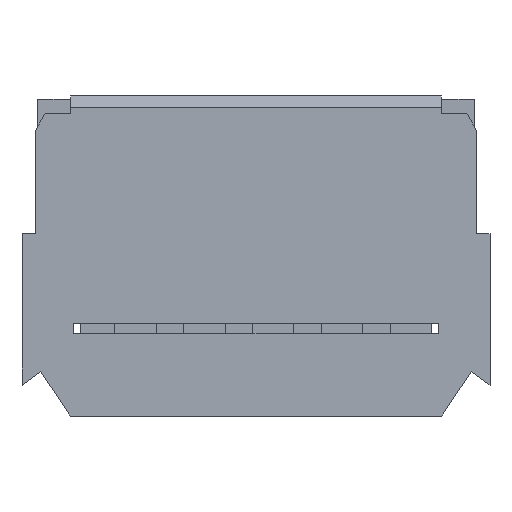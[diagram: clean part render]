
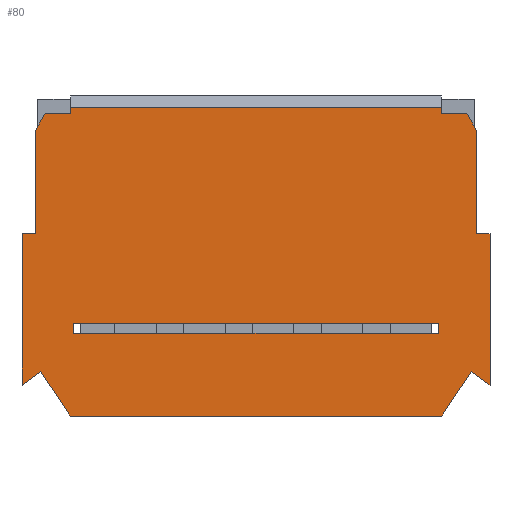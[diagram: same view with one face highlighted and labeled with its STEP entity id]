
A CAD part, front view. The second image highlights one B-rep face of the part: STEP entity #80.
In plain terms, the highlighted planar face has unit normal (0, -1, 0).
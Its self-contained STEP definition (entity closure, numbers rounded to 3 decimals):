
#80=ADVANCED_FACE('',(#445,#446),#447,.T.);
#445=FACE_OUTER_BOUND('',#1109,.T.);
#446=FACE_BOUND('',#1110,.T.);
#447=PLANE('',#1111);
#1109=EDGE_LOOP('',(#2075,#2076,#2077,#2078,#2079,#2080,#2081,#2082,#2083,#2084,#2085,#2086,#2087,#2088,#2089,#2090,#2091,#2092));
#1110=EDGE_LOOP('',(#2093,#2094,#2095,#2096));
#1111=AXIS2_PLACEMENT_3D('',#2097,#2098,#2099);
#2075=ORIENTED_EDGE('',*,*,#4562,.T.);
#2076=ORIENTED_EDGE('',*,*,#4563,.T.);
#2077=ORIENTED_EDGE('',*,*,#4564,.T.);
#2078=ORIENTED_EDGE('',*,*,#4565,.T.);
#2079=ORIENTED_EDGE('',*,*,#4566,.F.);
#2080=ORIENTED_EDGE('',*,*,#4567,.F.);
#2081=ORIENTED_EDGE('',*,*,#4568,.T.);
#2082=ORIENTED_EDGE('',*,*,#4569,.T.);
#2083=ORIENTED_EDGE('',*,*,#4570,.T.);
#2084=ORIENTED_EDGE('',*,*,#4571,.T.);
#2085=ORIENTED_EDGE('',*,*,#4572,.F.);
#2086=ORIENTED_EDGE('',*,*,#4361,.T.);
#2087=ORIENTED_EDGE('',*,*,#4373,.F.);
#2088=ORIENTED_EDGE('',*,*,#4573,.F.);
#2089=ORIENTED_EDGE('',*,*,#4471,.F.);
#2090=ORIENTED_EDGE('',*,*,#4467,.F.);
#2091=ORIENTED_EDGE('',*,*,#4463,.F.);
#2092=ORIENTED_EDGE('',*,*,#4461,.T.);
#2093=ORIENTED_EDGE('',*,*,#4574,.F.);
#2094=ORIENTED_EDGE('',*,*,#4522,.F.);
#2095=ORIENTED_EDGE('',*,*,#4575,.F.);
#2096=ORIENTED_EDGE('',*,*,#4576,.T.);
#2097=CARTESIAN_POINT('',(-8.636,-3.048,-0.44));
#2098=DIRECTION('',(0.0,-1.0,0.0));
#2099=DIRECTION('',(0.0,0.0,-1.0));
#4361=EDGE_CURVE('',#5239,#5240,#5241,.T.);
#4373=EDGE_CURVE('',#5260,#5240,#5263,.T.);
#4461=EDGE_CURVE('',#5410,#5408,#5411,.T.);
#4463=EDGE_CURVE('',#5410,#5413,#5414,.T.);
#4467=EDGE_CURVE('',#5413,#5419,#5420,.T.);
#4471=EDGE_CURVE('',#5419,#5425,#5426,.T.);
#4522=EDGE_CURVE('',#5522,#5517,#5524,.T.);
#4562=EDGE_CURVE('',#5408,#5602,#5603,.T.);
#4563=EDGE_CURVE('',#5602,#5604,#5605,.T.);
#4564=EDGE_CURVE('',#5604,#5606,#5607,.T.);
#4565=EDGE_CURVE('',#5606,#5608,#5609,.T.);
#4566=EDGE_CURVE('',#5610,#5608,#5611,.T.);
#4567=EDGE_CURVE('',#5612,#5610,#5613,.T.);
#4568=EDGE_CURVE('',#5612,#5614,#5615,.T.);
#4569=EDGE_CURVE('',#5614,#5616,#5617,.T.);
#4570=EDGE_CURVE('',#5616,#5618,#5619,.T.);
#4571=EDGE_CURVE('',#5618,#5620,#5621,.T.);
#4572=EDGE_CURVE('',#5239,#5620,#5622,.T.);
#4573=EDGE_CURVE('',#5425,#5260,#5623,.T.);
#4574=EDGE_CURVE('',#5517,#5624,#5625,.T.);
#4575=EDGE_CURVE('',#5626,#5522,#5627,.T.);
#4576=EDGE_CURVE('',#5626,#5624,#5628,.T.);
#5239=VERTEX_POINT('',#6699);
#5240=VERTEX_POINT('',#6700);
#5241=LINE('',#6701,#6702);
#5260=VERTEX_POINT('',#6731);
#5263=LINE('',#6735,#6736);
#5408=VERTEX_POINT('',#6967);
#5410=VERTEX_POINT('',#6970);
#5411=LINE('',#6971,#6972);
#5413=VERTEX_POINT('',#6975);
#5414=LINE('',#6976,#6977);
#5419=VERTEX_POINT('',#6985);
#5420=LINE('',#6986,#6987);
#5425=VERTEX_POINT('',#6995);
#5426=LINE('',#6996,#6997);
#5517=VERTEX_POINT('',#7135);
#5522=VERTEX_POINT('',#7142);
#5524=LINE('',#7145,#7146);
#5602=VERTEX_POINT('',#7263);
#5603=LINE('',#7264,#7265);
#5604=VERTEX_POINT('',#7266);
#5605=LINE('',#7267,#7268);
#5606=VERTEX_POINT('',#7269);
#5607=LINE('',#7270,#7271);
#5608=VERTEX_POINT('',#7272);
#5609=LINE('',#7273,#7274);
#5610=VERTEX_POINT('',#7275);
#5611=LINE('',#7276,#7277);
#5612=VERTEX_POINT('',#7278);
#5613=LINE('',#7279,#7280);
#5614=VERTEX_POINT('',#7281);
#5615=LINE('',#7282,#7283);
#5616=VERTEX_POINT('',#7284);
#5617=LINE('',#7285,#7286);
#5618=VERTEX_POINT('',#7287);
#5619=LINE('',#7288,#7289);
#5620=VERTEX_POINT('',#7290);
#5621=LINE('',#7291,#7292);
#5622=LINE('',#7293,#7294);
#5623=LINE('',#7295,#7296);
#5624=VERTEX_POINT('',#7297);
#5625=LINE('',#7298,#7299);
#5626=VERTEX_POINT('',#7300);
#5627=LINE('',#7301,#7302);
#5628=LINE('',#7303,#7304);
#6699=CARTESIAN_POINT('',(-8.636,-3.048,-5.08));
#6700=CARTESIAN_POINT('',(-8.636,-3.048,-10.668));
#6701=CARTESIAN_POINT('',(-8.636,-3.048,-5.08));
#6702=VECTOR('',#9073,5.588);
#6731=CARTESIAN_POINT('',(-7.95,-3.048,-10.17));
#6735=CARTESIAN_POINT('',(-7.95,-3.048,-10.17));
#6736=VECTOR('',#9085,0.848);
#6967=CARTESIAN_POINT('',(8.636,-3.048,-5.08));
#6970=CARTESIAN_POINT('',(8.636,-3.048,-10.668));
#6971=CARTESIAN_POINT('',(8.636,-3.048,-10.668));
#6972=VECTOR('',#9173,5.588);
#6975=CARTESIAN_POINT('',(7.95,-3.048,-10.17));
#6976=CARTESIAN_POINT('',(8.636,-3.048,-10.668));
#6977=VECTOR('',#9175,0.848);
#6985=CARTESIAN_POINT('',(6.858,-3.048,-11.811));
#6986=CARTESIAN_POINT('',(7.95,-3.048,-10.17));
#6987=VECTOR('',#9179,1.971);
#6995=CARTESIAN_POINT('',(-6.858,-3.048,-11.811));
#6996=CARTESIAN_POINT('',(6.858,-3.048,-11.811));
#6997=VECTOR('',#9183,13.716);
#7135=CARTESIAN_POINT('',(6.731,-3.048,-8.763));
#7142=CARTESIAN_POINT('',(-6.731,-3.048,-8.763));
#7145=CARTESIAN_POINT('',(-6.731,-3.048,-8.763));
#7146=VECTOR('',#9234,13.462);
#7263=CARTESIAN_POINT('',(8.153,-3.048,-5.08));
#7264=CARTESIAN_POINT('',(8.636,-3.048,-5.08));
#7265=VECTOR('',#9274,0.483);
#7266=CARTESIAN_POINT('',(8.153,-3.048,-1.295));
#7267=CARTESIAN_POINT('',(8.153,-3.048,-5.08));
#7268=VECTOR('',#9275,3.785);
#7269=CARTESIAN_POINT('',(7.787,-3.048,-0.66));
#7270=CARTESIAN_POINT('',(8.153,-3.048,-1.295));
#7271=VECTOR('',#9276,0.733);
#7272=CARTESIAN_POINT('',(6.833,-3.048,-0.66));
#7273=CARTESIAN_POINT('',(7.787,-3.048,-0.66));
#7274=VECTOR('',#9277,0.954);
#7275=CARTESIAN_POINT('',(6.833,-3.048,-0.44));
#7276=CARTESIAN_POINT('',(6.833,-3.048,-0.44));
#7277=VECTOR('',#9278,0.22);
#7278=CARTESIAN_POINT('',(-6.833,-3.048,-0.44));
#7279=CARTESIAN_POINT('',(-6.833,-3.048,-0.44));
#7280=VECTOR('',#9279,13.665);
#7281=CARTESIAN_POINT('',(-6.833,-3.048,-0.66));
#7282=CARTESIAN_POINT('',(-6.833,-3.048,-0.44));
#7283=VECTOR('',#9280,0.22);
#7284=CARTESIAN_POINT('',(-7.787,-3.048,-0.66));
#7285=CARTESIAN_POINT('',(-6.833,-3.048,-0.66));
#7286=VECTOR('',#9281,0.954);
#7287=CARTESIAN_POINT('',(-8.153,-3.048,-1.295));
#7288=CARTESIAN_POINT('',(-7.787,-3.048,-0.66));
#7289=VECTOR('',#9282,0.733);
#7290=CARTESIAN_POINT('',(-8.153,-3.048,-5.08));
#7291=CARTESIAN_POINT('',(-8.153,-3.048,-1.295));
#7292=VECTOR('',#9283,3.785);
#7293=CARTESIAN_POINT('',(-8.636,-3.048,-5.08));
#7294=VECTOR('',#9284,0.483);
#7295=CARTESIAN_POINT('',(-6.858,-3.048,-11.811));
#7296=VECTOR('',#9285,1.971);
#7297=CARTESIAN_POINT('',(6.731,-3.048,-8.382));
#7298=CARTESIAN_POINT('',(6.731,-3.048,-8.763));
#7299=VECTOR('',#9286,0.381);
#7300=CARTESIAN_POINT('',(-6.731,-3.048,-8.382));
#7301=CARTESIAN_POINT('',(-6.731,-3.048,-8.382));
#7302=VECTOR('',#9287,0.381);
#7303=CARTESIAN_POINT('',(-6.731,-3.048,-8.382));
#7304=VECTOR('',#9288,13.462);
#9073=DIRECTION('',(0.0,0.0,-1.0));
#9085=DIRECTION('',(-0.809,0.0,-0.588));
#9173=DIRECTION('',(0.0,0.0,1.0));
#9175=DIRECTION('',(-0.809,0.0,0.588));
#9179=DIRECTION('',(-0.554,0.0,-0.833));
#9183=DIRECTION('',(-1.0,0.0,0.0));
#9234=DIRECTION('',(1.0,0.0,0.0));
#9274=DIRECTION('',(-1.0,0.0,0.0));
#9275=DIRECTION('',(0.0,0.0,1.0));
#9276=DIRECTION('',(-0.5,0.0,0.866));
#9277=DIRECTION('',(-1.0,0.0,0.0));
#9278=DIRECTION('',(0.0,0.0,-1.0));
#9279=DIRECTION('',(1.0,0.0,0.0));
#9280=DIRECTION('',(0.0,0.0,-1.0));
#9281=DIRECTION('',(-1.0,0.0,0.0));
#9282=DIRECTION('',(-0.5,0.0,-0.866));
#9283=DIRECTION('',(0.0,0.0,-1.0));
#9284=DIRECTION('',(1.0,0.0,0.0));
#9285=DIRECTION('',(-0.554,0.0,0.833));
#9286=DIRECTION('',(0.0,0.0,1.0));
#9287=DIRECTION('',(0.0,0.0,-1.0));
#9288=DIRECTION('',(1.0,0.0,0.0));
